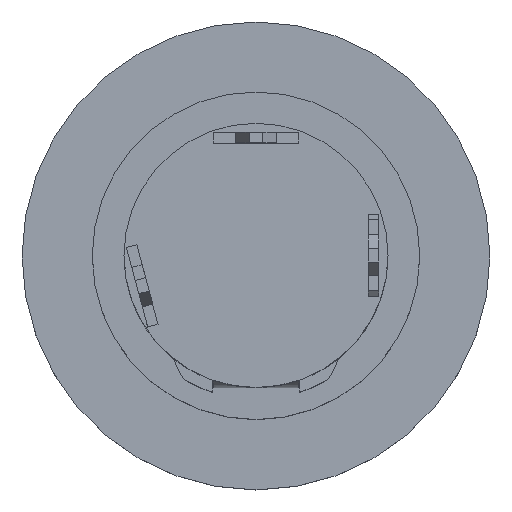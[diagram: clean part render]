
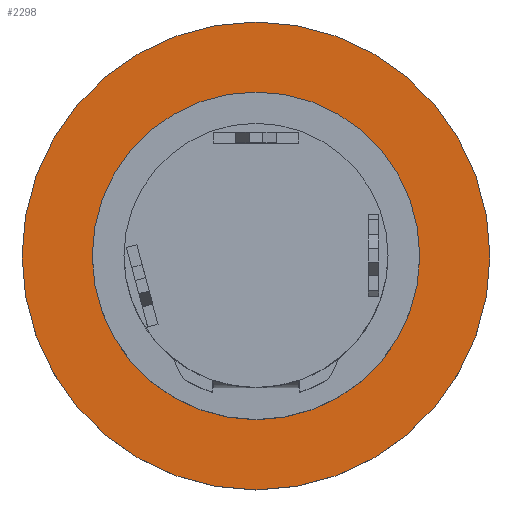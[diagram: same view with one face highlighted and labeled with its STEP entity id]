
A CAD part, top view. The second image highlights one B-rep face of the part: STEP entity #2298.
In plain terms, the highlighted planar face has unit normal (0, 0, 1).
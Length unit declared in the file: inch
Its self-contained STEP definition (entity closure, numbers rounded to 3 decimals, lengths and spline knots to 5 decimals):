
#39 = ORIENTED_EDGE ( 'NONE', *, *, #2751, .T. ) ;
#134 = DIRECTION ( 'NONE',  ( 0., 0., 1. ) ) ;
#659 = ORIENTED_EDGE ( 'NONE', *, *, #4080, .F. ) ;
#807 = AXIS2_PLACEMENT_3D ( 'NONE', #4913, #2198, #2141 ) ;
#908 = DIRECTION ( 'NONE',  ( 1., 0., 0. ) ) ;
#915 = FACE_OUTER_BOUND ( 'NONE', #1355, .T. ) ;
#1198 = FACE_BOUND ( 'NONE', #3877, .T. ) ;
#1355 = EDGE_LOOP ( 'NONE', ( #39, #3209 ) ) ;
#1420 = CARTESIAN_POINT ( 'NONE',  ( -0.31, 0., 0. ) ) ;
#1927 = CARTESIAN_POINT ( 'NONE',  ( 0., 0., 0. ) ) ;
#2074 = CARTESIAN_POINT ( 'NONE',  ( 0., 0., 0. ) ) ;
#2106 = EDGE_CURVE ( 'NONE', #2850, #4823, #4824, .T. ) ;
#2141 = DIRECTION ( 'NONE',  ( 1., 0., 0. ) ) ;
#2198 = DIRECTION ( 'NONE',  ( 0., 0., 1. ) ) ;
#2254 = CARTESIAN_POINT ( 'NONE',  ( 0., 0., 0. ) ) ;
#2298 = ADVANCED_FACE ( 'NONE', ( #915, #1198 ), #2364, .T. ) ;
#2364 = PLANE ( 'NONE',  #4686 ) ;
#2511 = DIRECTION ( 'NONE',  ( 0., 0., 1. ) ) ;
#2615 = AXIS2_PLACEMENT_3D ( 'NONE', #3705, #4996, #908 ) ;
#2751 = EDGE_CURVE ( 'NONE', #4995, #4312, #5641, .T. ) ;
#2811 = CARTESIAN_POINT ( 'NONE',  ( -0.217, 0., 0. ) ) ;
#2834 = ORIENTED_EDGE ( 'NONE', *, *, #2106, .F. ) ;
#2850 = VERTEX_POINT ( 'NONE', #2811 ) ;
#2865 = CARTESIAN_POINT ( 'NONE',  ( 0.31, 0., 0. ) ) ;
#3027 = CIRCLE ( 'NONE', #4930, 0.31 ) ;
#3209 = ORIENTED_EDGE ( 'NONE', *, *, #3634, .T. ) ;
#3384 = DIRECTION ( 'NONE',  ( 1., 0., 0. ) ) ;
#3594 = AXIS2_PLACEMENT_3D ( 'NONE', #2254, #4085, #4560 ) ;
#3634 = EDGE_CURVE ( 'NONE', #4312, #4995, #3027, .T. ) ;
#3705 = CARTESIAN_POINT ( 'NONE',  ( 0., 0., 0. ) ) ;
#3877 = EDGE_LOOP ( 'NONE', ( #2834, #659 ) ) ;
#4080 = EDGE_CURVE ( 'NONE', #4823, #2850, #5701, .T. ) ;
#4085 = DIRECTION ( 'NONE',  ( 0., 0., 1. ) ) ;
#4140 = CARTESIAN_POINT ( 'NONE',  ( 0.217, 0., 0. ) ) ;
#4312 = VERTEX_POINT ( 'NONE', #1420 ) ;
#4560 = DIRECTION ( 'NONE',  ( 1., 0., 0. ) ) ;
#4686 = AXIS2_PLACEMENT_3D ( 'NONE', #1927, #134, #5493 ) ;
#4823 = VERTEX_POINT ( 'NONE', #4140 ) ;
#4824 = CIRCLE ( 'NONE', #807, 0.217 ) ;
#4913 = CARTESIAN_POINT ( 'NONE',  ( 0., 0., 0. ) ) ;
#4930 = AXIS2_PLACEMENT_3D ( 'NONE', #2074, #2511, #3384 ) ;
#4995 = VERTEX_POINT ( 'NONE', #2865 ) ;
#4996 = DIRECTION ( 'NONE',  ( 0., 0., 1. ) ) ;
#5493 = DIRECTION ( 'NONE',  ( 1., 0., 0. ) ) ;
#5641 = CIRCLE ( 'NONE', #2615, 0.31 ) ;
#5701 = CIRCLE ( 'NONE', #3594, 0.217 ) ;
